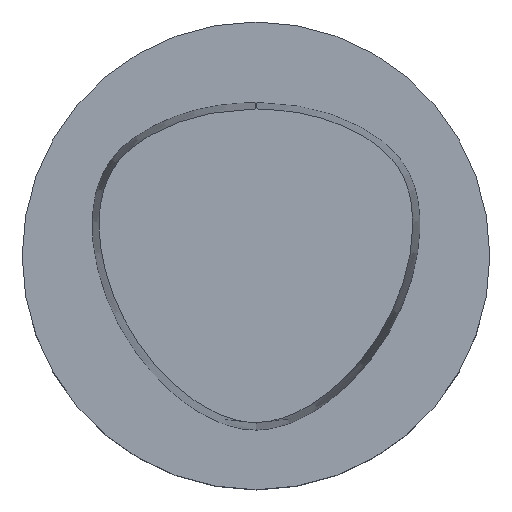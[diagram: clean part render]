
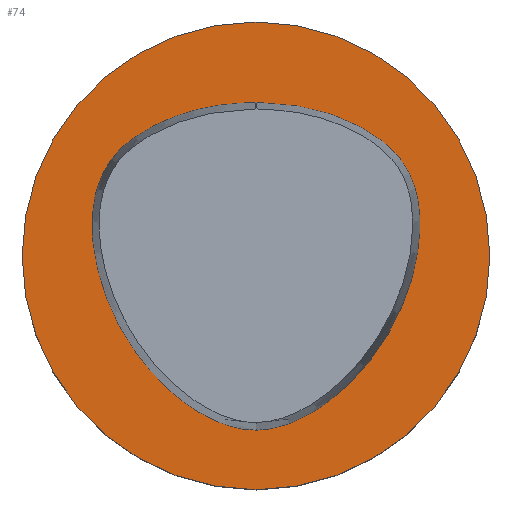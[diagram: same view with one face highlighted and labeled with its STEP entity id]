
A CAD part, top view. The second image highlights one B-rep face of the part: STEP entity #74.
In plain terms, the highlighted planar face has unit normal (0, 0, 1).
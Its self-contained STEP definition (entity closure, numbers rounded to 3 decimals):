
#74=ADVANCED_FACE('Unnamed[1]',(#193,#194),#195,.T.);
#105=EDGE_CURVE('Unnamed[1]',#242,#242,#243,.T.);
#151=EDGE_CURVE('Unnamed[1]',#307,#224,#308,.T.);
#153=EDGE_CURVE('Unnamed[1]',#299,#307,#310,.T.);
#158=EDGE_CURVE('Unnamed[1]',#224,#299,#317,.T.);
#193=FACE_BOUND('',#351,.T.);
#194=FACE_OUTER_BOUND('',#352,.T.);
#195=PLANE('',#353);
#224=VERTEX_POINT('',#389);
#242=VERTEX_POINT('',#495);
#243=CIRCLE('',#496,31.5);
#299=VERTEX_POINT('',#582);
#307=VERTEX_POINT('',#593);
#308=CIRCLE('',#594,0.95);
#310=B_SPLINE_CURVE_WITH_KNOTS('',3,(#597,#598,#599,#600,#601,#602,#603,#604,#605,#606,#607,#608,#609,#610,#611,#612,#613,#614),.UNSPECIFIED.,.F.,.F.,(4,1,1,1,1,1,1,1,1,2,1,1,1,1,4),(-6.615,-6.202,-5.788,-5.375,-4.961,-4.134,-3.308,-2.894,-2.481,-2.067,-1.654,-1.24,-0.827,-0.413,0.0),.UNSPECIFIED.);
#317=B_SPLINE_CURVE_WITH_KNOTS('',3,(#623,#624,#625,#626,#627,#628,#629,#630,#631,#632,#633,#634,#635,#636,#637,#638,#639),.UNSPECIFIED.,.F.,.F.,(4,1,1,1,1,1,1,1,1,1,1,1,1,1,4),(-13.23,-12.817,-12.403,-11.99,-11.576,-11.163,-10.956,-10.75,-10.336,-9.923,-9.096,-8.269,-7.442,-7.029,-6.615),.UNSPECIFIED.);
#351=EDGE_LOOP('',(#738,#739,#740));
#352=EDGE_LOOP('',(#741));
#353=AXIS2_PLACEMENT_3D('',#742,#743,#744);
#389=CARTESIAN_POINT('',(0.045,20.677,0.));
#495=CARTESIAN_POINT('',(0.,31.5,0.));
#496=AXIS2_PLACEMENT_3D('',#794,#795,#796);
#582=CARTESIAN_POINT('',(0.044,-23.469,0.));
#593=CARTESIAN_POINT('',(-0.045,20.677,0.));
#594=AXIS2_PLACEMENT_3D('',#857,#858,#859);
#597=CARTESIAN_POINT('',(0.044,-23.469,0.));
#598=CARTESIAN_POINT('',(-1.471,-23.477,0.));
#599=CARTESIAN_POINT('',(-4.439,-22.821,0.));
#600=CARTESIAN_POINT('',(-8.35,-20.8,0.));
#601=CARTESIAN_POINT('',(-11.745,-18.156,0.));
#602=CARTESIAN_POINT('',(-15.699,-14.041,0.));
#603=CARTESIAN_POINT('',(-19.535,-8.006,0.));
#604=CARTESIAN_POINT('',(-21.721,-1.161,0.0));
#605=CARTESIAN_POINT('',(-22.249,4.55,0.0));
#606=CARTESIAN_POINT('',(-21.665,9.002,0.0));
#607=CARTESIAN_POINT('',(-20.395,11.778,0.0));
#608=CARTESIAN_POINT('',(-18.593,14.198,0.0));
#609=CARTESIAN_POINT('',(-16.323,16.178,0.0));
#610=CARTESIAN_POINT('',(-12.508,18.252,0.));
#611=CARTESIAN_POINT('',(-8.468,19.679,0.));
#612=CARTESIAN_POINT('',(-4.23,20.488,0.));
#613=CARTESIAN_POINT('',(-1.423,20.613,0.));
#614=CARTESIAN_POINT('',(-0.045,20.677,0.));
#623=CARTESIAN_POINT('',(0.045,20.677,0.));
#624=CARTESIAN_POINT('',(1.424,20.61,0.));
#625=CARTESIAN_POINT('',(4.223,20.484,0.));
#626=CARTESIAN_POINT('',(8.472,19.689,0.));
#627=CARTESIAN_POINT('',(12.514,18.243,0.0));
#628=CARTESIAN_POINT('',(16.304,16.173,0.));
#629=CARTESIAN_POINT('',(19.145,13.704,0.));
#630=CARTESIAN_POINT('',(20.732,11.101,0.0));
#631=CARTESIAN_POINT('',(21.783,8.281,0.));
#632=CARTESIAN_POINT('',(22.226,4.609,0.0));
#633=CARTESIAN_POINT('',(21.744,-1.113,0.0));
#634=CARTESIAN_POINT('',(19.552,-7.954,0.0));
#635=CARTESIAN_POINT('',(14.957,-15.209,0.0));
#636=CARTESIAN_POINT('',(9.668,-20.083,0.));
#637=CARTESIAN_POINT('',(4.516,-22.795,0.));
#638=CARTESIAN_POINT('',(1.559,-23.461,0.));
#639=CARTESIAN_POINT('',(0.044,-23.469,0.));
#738=ORIENTED_EDGE('',*,*,#158,.T.);
#739=ORIENTED_EDGE('',*,*,#153,.T.);
#740=ORIENTED_EDGE('',*,*,#151,.T.);
#741=ORIENTED_EDGE('',*,*,#105,.F.);
#742=CARTESIAN_POINT('',(0.,15.75,0.));
#743=DIRECTION('',(0.,0.,1.0));
#744=DIRECTION('',(0.,-1.0,0.));
#794=CARTESIAN_POINT('',(0.0,0.0,0.0));
#795=DIRECTION('',(0.,0.,-1.0));
#796=DIRECTION('',(0.,1.0,0.));
#857=CARTESIAN_POINT('',(-0.001,19.728,0.));
#858=DIRECTION('',(0.,0.,-1.0));
#859=DIRECTION('',(-0.046,0.999,0.));
